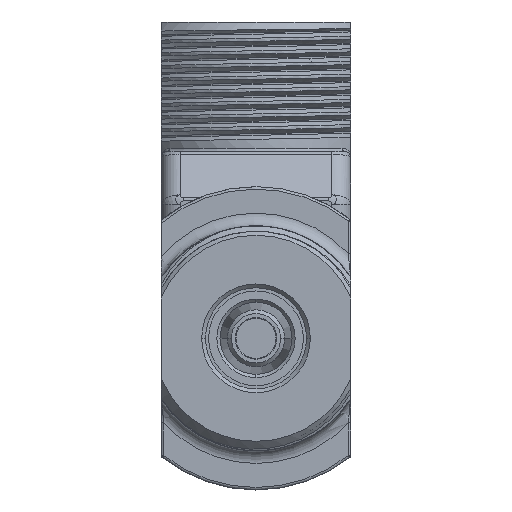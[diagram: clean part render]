
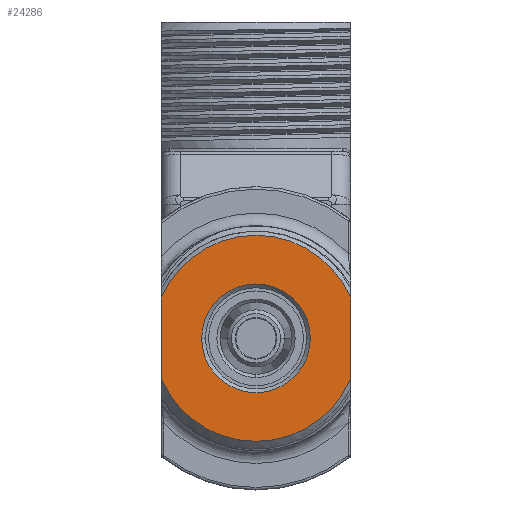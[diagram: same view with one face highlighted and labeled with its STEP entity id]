
A CAD part, front view. The second image highlights one B-rep face of the part: STEP entity #24286.
In plain terms, the highlighted planar face has unit normal (0, -1, 0).
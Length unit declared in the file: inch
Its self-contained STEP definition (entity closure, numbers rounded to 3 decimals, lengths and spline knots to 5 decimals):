
#8857=CARTESIAN_POINT('',(0.,-0.50394,-0.27953));
#8858=DIRECTION('',(0.,-1.,0.));
#8859=DIRECTION('',(-0.92,0.,-0.391));
#8860=AXIS2_PLACEMENT_3D('',#8857,#8858,#8859);
#8862=DIRECTION('',(0.,0.,1.));
#8863=VECTOR('',#8862,0.25114);
#8864=CARTESIAN_POINT('',(-0.29528,-0.50394,
-0.4051));
#8865=LINE('',#8864,#8863);
#8866=CARTESIAN_POINT('',(0.,-0.50394,-0.27953));
#8867=DIRECTION('',(0.,-1.,0.));
#8868=DIRECTION('',(0.92,0.,0.391));
#8869=AXIS2_PLACEMENT_3D('',#8866,#8867,#8868);
#8871=DIRECTION('',(0.,0.,-1.));
#8872=VECTOR('',#8871,0.25114);
#8873=CARTESIAN_POINT('',(0.29528,-0.50394,
-0.15396));
#8874=LINE('',#8873,#8872);
#8875=CARTESIAN_POINT('',(0.,-0.50394,-0.27953));
#8876=DIRECTION('',(0.,1.,0.));
#8877=DIRECTION('',(-1.,0.,0.));
#8878=AXIS2_PLACEMENT_3D('',#8875,#8876,#8877);
#8880=CARTESIAN_POINT('',(0.,-0.50394,-0.27953));
#8881=DIRECTION('',(0.,1.,0.));
#8882=DIRECTION('',(1.,0.,0.));
#8883=AXIS2_PLACEMENT_3D('',#8880,#8881,#8882);
#12766=CARTESIAN_POINT('',(-0.29528,-0.50394,
-0.4051));
#12767=CARTESIAN_POINT('',(0.29528,-0.50394,
-0.4051));
#12768=VERTEX_POINT('',#12766);
#12769=VERTEX_POINT('',#12767);
#12770=CARTESIAN_POINT('',(0.29528,-0.50394,
-0.15396));
#12771=CARTESIAN_POINT('',(-0.29528,-0.50394,
-0.15396));
#12772=VERTEX_POINT('',#12770);
#12773=VERTEX_POINT('',#12771);
#12783=CARTESIAN_POINT('',(-0.16929,-0.50394,
-0.27953));
#12784=CARTESIAN_POINT('',(0.16929,-0.50394,
-0.27953));
#12785=VERTEX_POINT('',#12783);
#12786=VERTEX_POINT('',#12784);
#24267=CARTESIAN_POINT('',(0.,-0.50394,-0.27953));
#24268=DIRECTION('',(0.,1.,0.));
#24269=DIRECTION('',(1.,0.,0.));
#24270=AXIS2_PLACEMENT_3D('',#24267,#24268,#24269);
#24271=PLANE('',#24270);
#24273=ORIENTED_EDGE('',*,*,#24272,.F.);
#24275=ORIENTED_EDGE('',*,*,#24274,.T.);
#24276=ORIENTED_EDGE('',*,*,#24260,.F.);
#24277=ORIENTED_EDGE('',*,*,#22460,.T.);
#24278=EDGE_LOOP('',(#24273,#24275,#24276,#24277));
#24279=FACE_OUTER_BOUND('',#24278,.F.);
#24281=ORIENTED_EDGE('',*,*,#24280,.F.);
#24283=ORIENTED_EDGE('',*,*,#24282,.F.);
#24284=EDGE_LOOP('',(#24281,#24283));
#24285=FACE_BOUND('',#24284,.F.);
#24286=ADVANCED_FACE('',(#24279,#24285),#24271,.F.);
#8861=CIRCLE('',#8860,0.32087);
#8870=CIRCLE('',#8869,0.32087);
#8879=CIRCLE('',#8878,0.16929);
#8884=CIRCLE('',#8883,0.16929);
#22460=EDGE_CURVE('',#12772,#12769,#8874,.T.);
#24260=EDGE_CURVE('',#12772,#12773,#8870,.T.);
#24272=EDGE_CURVE('',#12768,#12769,#8861,.T.);
#24274=EDGE_CURVE('',#12768,#12773,#8865,.T.);
#24280=EDGE_CURVE('',#12785,#12786,#8879,.T.);
#24282=EDGE_CURVE('',#12786,#12785,#8884,.T.);
